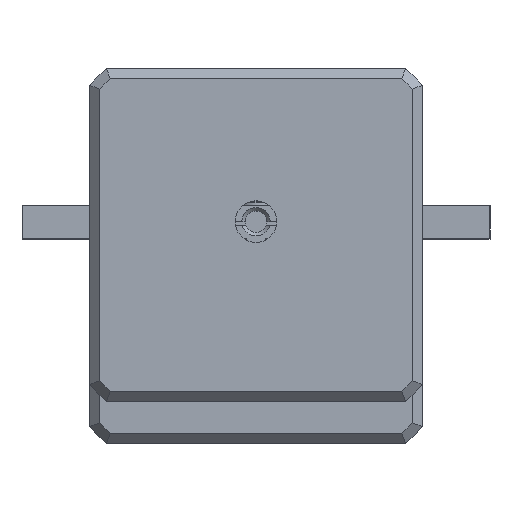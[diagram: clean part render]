
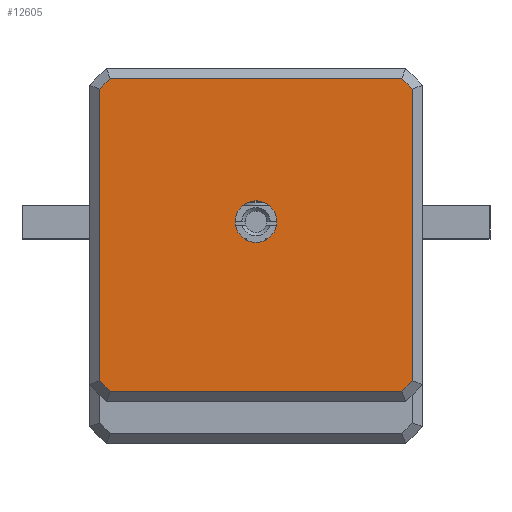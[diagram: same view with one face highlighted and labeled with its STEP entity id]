
A CAD part, top view. The second image highlights one B-rep face of the part: STEP entity #12605.
In plain terms, the highlighted planar face has unit normal (0, 0, 1).
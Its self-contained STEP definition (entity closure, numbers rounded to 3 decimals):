
#446=FACE_BOUND('',#2412,.T.);
#1018=CIRCLE('',#13928,6.25);
#1636=FACE_OUTER_BOUND('',#2411,.T.);
#2411=EDGE_LOOP('',(#11248,#11249,#11250,#11251,#11252,#11253,#11254,#11255));
#2412=EDGE_LOOP('',(#11256));
#3554=LINE('',#21108,#4785);
#3558=LINE('',#21117,#4789);
#3560=LINE('',#21122,#4791);
#3566=LINE('',#21135,#4797);
#3568=LINE('',#21138,#4799);
#3571=LINE('',#21142,#4802);
#3572=LINE('',#21144,#4803);
#3575=LINE('',#21148,#4806);
#4785=VECTOR('',#17427,10.);
#4789=VECTOR('',#17433,10.);
#4791=VECTOR('',#17437,10.);
#4797=VECTOR('',#17445,10.);
#4799=VECTOR('',#17449,10.);
#4802=VECTOR('',#17454,10.);
#4803=VECTOR('',#17457,10.);
#4806=VECTOR('',#17462,10.);
#6047=VERTEX_POINT('',#21098);
#6050=VERTEX_POINT('',#21105);
#6051=VERTEX_POINT('',#21107);
#6054=VERTEX_POINT('',#21114);
#6055=VERTEX_POINT('',#21116);
#6056=VERTEX_POINT('',#21120);
#6057=VERTEX_POINT('',#21121);
#6062=VERTEX_POINT('',#21132);
#6063=VERTEX_POINT('',#21134);
#7784=EDGE_CURVE('',#6047,#6047,#1018,.T.);
#7788=EDGE_CURVE('',#6050,#6051,#3554,.T.);
#7792=EDGE_CURVE('',#6054,#6055,#3558,.T.);
#7794=EDGE_CURVE('',#6056,#6057,#3560,.T.);
#7800=EDGE_CURVE('',#6062,#6063,#3566,.T.);
#7802=EDGE_CURVE('',#6057,#6062,#3568,.T.);
#7805=EDGE_CURVE('',#6063,#6054,#3571,.T.);
#7806=EDGE_CURVE('',#6051,#6056,#3572,.T.);
#7809=EDGE_CURVE('',#6055,#6050,#3575,.T.);
#11248=ORIENTED_EDGE('',*,*,#7800,.F.);
#11249=ORIENTED_EDGE('',*,*,#7802,.F.);
#11250=ORIENTED_EDGE('',*,*,#7794,.F.);
#11251=ORIENTED_EDGE('',*,*,#7806,.F.);
#11252=ORIENTED_EDGE('',*,*,#7788,.F.);
#11253=ORIENTED_EDGE('',*,*,#7809,.F.);
#11254=ORIENTED_EDGE('',*,*,#7792,.F.);
#11255=ORIENTED_EDGE('',*,*,#7805,.F.);
#11256=ORIENTED_EDGE('',*,*,#7784,.T.);
#11944=PLANE('',#13941);
#12605=ADVANCED_FACE('',(#1636,#446),#11944,.T.);
#13928=AXIS2_PLACEMENT_3D('',#21099,#17420,#17421);
#13941=AXIS2_PLACEMENT_3D('',#21167,#17480,#17481);
#17420=DIRECTION('center_axis',(0.,0.,-1.));
#17421=DIRECTION('ref_axis',(-1.,0.,0.));
#17427=DIRECTION('',(0.,-1.,0.));
#17433=DIRECTION('',(1.,0.,0.));
#17437=DIRECTION('',(-1.,0.,0.));
#17445=DIRECTION('',(0.,1.,0.));
#17449=DIRECTION('',(-0.707,0.707,0.));
#17454=DIRECTION('',(0.707,0.707,0.));
#17457=DIRECTION('',(-0.707,-0.707,0.));
#17462=DIRECTION('',(0.707,-0.707,0.));
#17480=DIRECTION('center_axis',(0.,0.,1.));
#17481=DIRECTION('ref_axis',(0.,1.,0.));
#21098=CARTESIAN_POINT('',(6.25,-6.,87.));
#21099=CARTESIAN_POINT('Origin',(0.,-6.,
87.));
#21105=CARTESIAN_POINT('',(47.,33.757,87.));
#21107=CARTESIAN_POINT('',(47.,-53.757,87.));
#21108=CARTESIAN_POINT('',(47.,-35.,87.));
#21114=CARTESIAN_POINT('',(-43.757,37.,87.));
#21116=CARTESIAN_POINT('',(43.757,37.,87.));
#21117=CARTESIAN_POINT('',(0.,37.,87.));
#21120=CARTESIAN_POINT('',(43.757,-57.,87.));
#21121=CARTESIAN_POINT('',(-43.757,-57.,87.));
#21122=CARTESIAN_POINT('',(0.,-57.,87.));
#21132=CARTESIAN_POINT('',(-47.,-53.757,87.));
#21134=CARTESIAN_POINT('',(-47.,33.757,87.));
#21135=CARTESIAN_POINT('',(-47.,-35.,87.));
#21138=CARTESIAN_POINT('',(-32.879,-67.879,87.));
#21142=CARTESIAN_POINT('',(-57.879,22.879,87.));
#21144=CARTESIAN_POINT('',(32.879,-67.879,87.));
#21148=CARTESIAN_POINT('',(57.879,22.879,87.));
#21167=CARTESIAN_POINT('Origin',(0.,-60.,87.));
